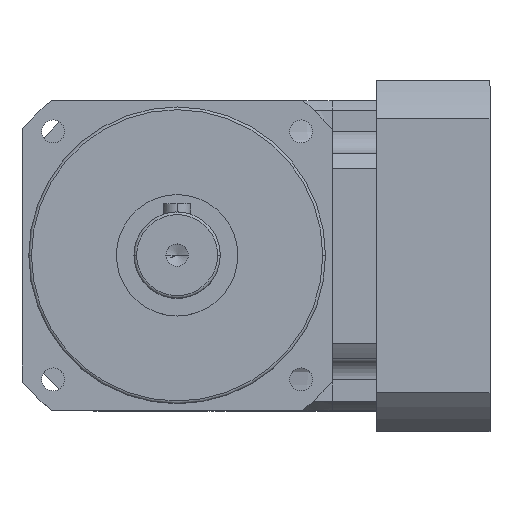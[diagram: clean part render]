
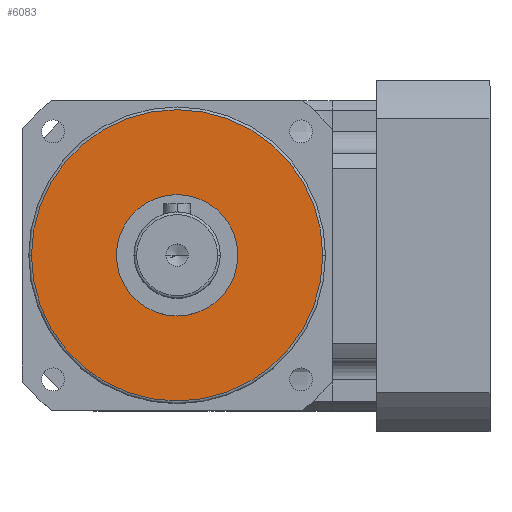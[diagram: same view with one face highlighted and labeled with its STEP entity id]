
A CAD part, top view. The second image highlights one B-rep face of the part: STEP entity #6083.
In plain terms, the highlighted planar face has unit normal (0, 0, 1).
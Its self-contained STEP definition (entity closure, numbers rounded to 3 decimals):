
#3 = DIRECTION ( 'NONE',  ( 0., 0., 1. ) ) ;
#96 = DIRECTION ( 'NONE',  ( 0., 0., 1. ) ) ;
#398 = VERTEX_POINT ( 'NONE', #6831 ) ;
#446 = EDGE_CURVE ( 'NONE', #398, #6603, #4328, .T. ) ;
#494 = DIRECTION ( 'NONE',  ( 1., 0., 0. ) ) ;
#523 = AXIS2_PLACEMENT_3D ( 'NONE', #737, #3, #6395 ) ;
#737 = CARTESIAN_POINT ( 'NONE',  ( 0., 0., 66. ) ) ;
#837 = CARTESIAN_POINT ( 'NONE',  ( 0., 0., 66. ) ) ;
#1012 = ORIENTED_EDGE ( 'NONE', *, *, #3022, .F. ) ;
#1064 = FACE_BOUND ( 'NONE', #6102, .T. ) ;
#1238 = DIRECTION ( 'NONE',  ( 0., 0., 1. ) ) ;
#1246 = AXIS2_PLACEMENT_3D ( 'NONE', #5749, #5018, #4290 ) ;
#1264 = VERTEX_POINT ( 'NONE', #2695 ) ;
#1372 = AXIS2_PLACEMENT_3D ( 'NONE', #837, #96, #6497 ) ;
#1784 = EDGE_CURVE ( 'NONE', #1264, #3581, #3804, .T. ) ;
#1985 = CARTESIAN_POINT ( 'NONE',  ( 0., 0., 66. ) ) ;
#2269 = EDGE_LOOP ( 'NONE', ( #4727, #4685 ) ) ;
#2694 = DIRECTION ( 'NONE',  ( 1., 0., 0. ) ) ;
#2695 = CARTESIAN_POINT ( 'NONE',  ( 22.5, 0., 66. ) ) ;
#2978 = CIRCLE ( 'NONE', #6470, 54. ) ;
#3022 = EDGE_CURVE ( 'NONE', #3581, #1264, #3069, .T. ) ;
#3069 = CIRCLE ( 'NONE', #4729, 22.5 ) ;
#3418 = DIRECTION ( 'NONE',  ( 0., 0., 1. ) ) ;
#3559 = EDGE_CURVE ( 'NONE', #6603, #398, #2978, .T. ) ;
#3581 = VERTEX_POINT ( 'NONE', #5426 ) ;
#3804 = CIRCLE ( 'NONE', #523, 22.5 ) ;
#4144 = CARTESIAN_POINT ( 'NONE',  ( 0., 0., 66. ) ) ;
#4193 = ORIENTED_EDGE ( 'NONE', *, *, #1784, .F. ) ;
#4290 = DIRECTION ( 'NONE',  ( 1., 0., 0. ) ) ;
#4328 = CIRCLE ( 'NONE', #1372, 54. ) ;
#4685 = ORIENTED_EDGE ( 'NONE', *, *, #446, .T. ) ;
#4727 = ORIENTED_EDGE ( 'NONE', *, *, #3559, .T. ) ;
#4729 = AXIS2_PLACEMENT_3D ( 'NONE', #1985, #1238, #494 ) ;
#5018 = DIRECTION ( 'NONE',  ( 0., 0., 1. ) ) ;
#5306 = CARTESIAN_POINT ( 'NONE',  ( 54., 0., 66. ) ) ;
#5426 = CARTESIAN_POINT ( 'NONE',  ( -22.5, 0., 66. ) ) ;
#5610 = FACE_OUTER_BOUND ( 'NONE', #2269, .T. ) ;
#5749 = CARTESIAN_POINT ( 'NONE',  ( 0., 0., 66. ) ) ;
#6083 = ADVANCED_FACE ( 'NONE', ( #5610, #1064 ), #6469, .T. ) ;
#6102 = EDGE_LOOP ( 'NONE', ( #1012, #4193 ) ) ;
#6395 = DIRECTION ( 'NONE',  ( 1., 0., 0. ) ) ;
#6469 = PLANE ( 'NONE',  #1246 ) ;
#6470 = AXIS2_PLACEMENT_3D ( 'NONE', #4144, #3418, #2694 ) ;
#6497 = DIRECTION ( 'NONE',  ( 1., 0., 0. ) ) ;
#6603 = VERTEX_POINT ( 'NONE', #5306 ) ;
#6831 = CARTESIAN_POINT ( 'NONE',  ( -54., 0., 66. ) ) ;
